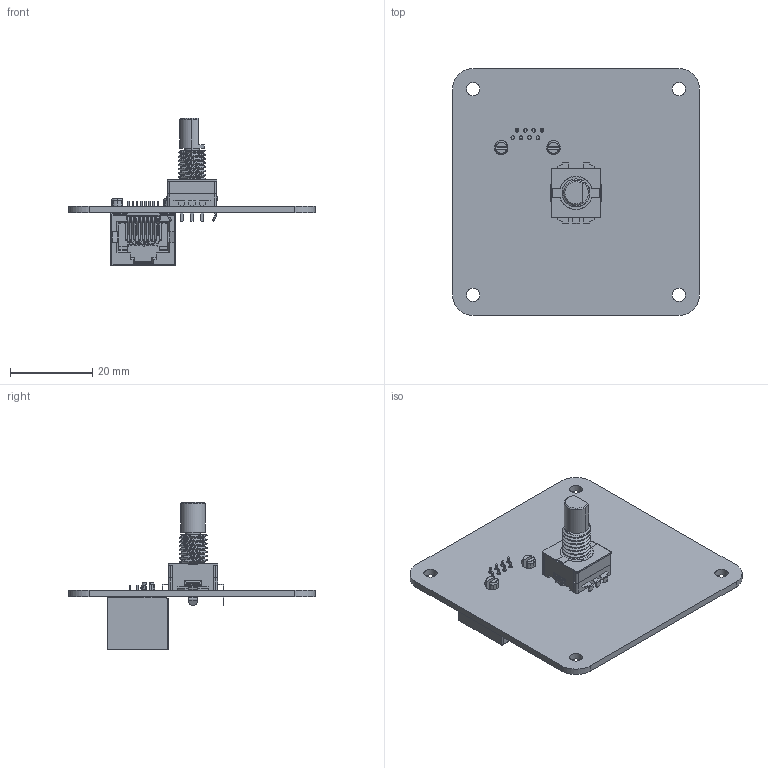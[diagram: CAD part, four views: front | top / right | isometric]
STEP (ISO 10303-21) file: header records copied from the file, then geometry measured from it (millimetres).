
FILE_DESCRIPTION(('Open CASCADE Model'),'2;1');
FILE_NAME('Open CASCADE Shape Model','2023-09-19T14:18:09',('Author'),( 'Open CASCADE'),'Open CASCADE STEP processor 6.8','Open CASCADE 6.8' ,'Unknown');
FILE_SCHEMA(('AUTOMOTIVE_DESIGN { 1 0 10303 214 1 1 1 1 }'));
Length unit declared in the file: millimetre
Products named in the file (7): PCB; Board; Open CASCADE STEP translator 6.8 5.1.1; JACK; Amphenol-RJHSE-5080; ENCODER; rotary_encoder
Assembly tree (6 placements, depth 3):
  PCB
    Board
      Open CASCADE STEP translator 6.8 5.1.1
    JACK
      Amphenol-RJHSE-5080
    ENCODER
      rotary_encoder
Bounding box: 60 x 60 x 35.87 mm (x, y, z)
Volume: 8922.1 mm3; surface area: 11222.7 mm2
Topology: 8 solids, 8 shells, 1088 faces, 3053 edges, 2006 vertices
Faces by surface type: plane 709, cylinder 256, bspline 112, cone 11
Full cylindrical faces by diameter (mm): 0.889 x8, 3.2 x4, 3.251 x2
Entity records: 43053 total; most frequent: CARTESIAN_POINT 14523, ORIENTED_EDGE 6106, DIRECTION 4642, EDGE_CURVE 3053, LINE 2074, VECTOR 2074, VERTEX_POINT 2006, AXIS2_PLACEMENT_3D 1284
